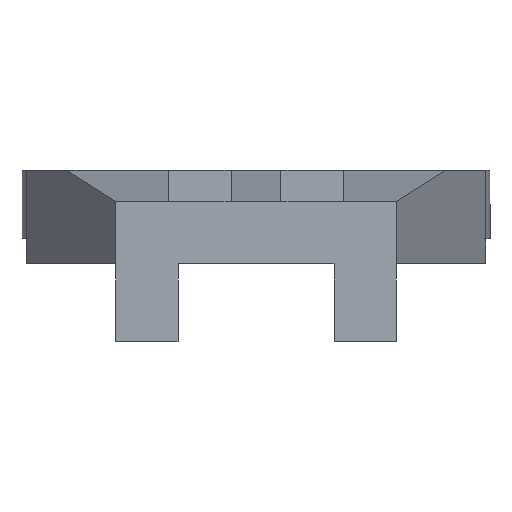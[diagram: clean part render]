
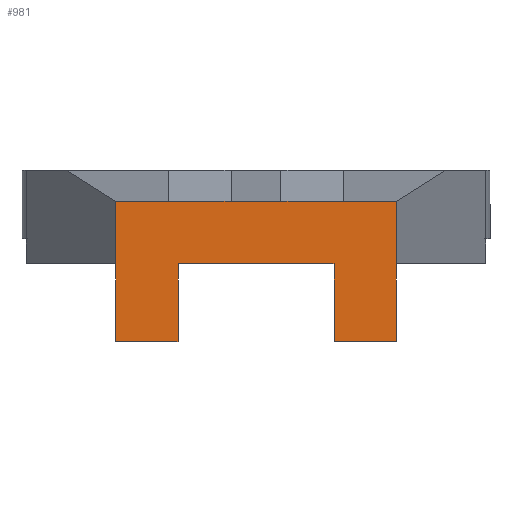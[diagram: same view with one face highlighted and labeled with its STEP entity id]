
A CAD part, front view. The second image highlights one B-rep face of the part: STEP entity #981.
In plain terms, the highlighted planar face has unit normal (0, -1, 0).
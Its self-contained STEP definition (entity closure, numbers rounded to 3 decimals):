
#22 = CARTESIAN_POINT ( 'NONE',  ( 35., -80., 10. ) ) ;
#44 = LINE ( 'NONE', #116, #1467 ) ;
#51 = CARTESIAN_POINT ( 'NONE',  ( -12.5, -80., 0. ) ) ;
#77 = ORIENTED_EDGE ( 'NONE', *, *, #1463, .F. ) ;
#94 = VECTOR ( 'NONE', #1630, 1000. ) ;
#116 = CARTESIAN_POINT ( 'NONE',  ( -14., -80., 10. ) ) ;
#121 = LINE ( 'NONE', #1505, #687 ) ;
#124 = EDGE_CURVE ( 'NONE', #785, #1923, #1472, .T. ) ;
#155 = CARTESIAN_POINT ( 'NONE',  ( 14., -80., 10. ) ) ;
#157 = CARTESIAN_POINT ( 'NONE',  ( -22.5, -80., 10. ) ) ;
#173 = VERTEX_POINT ( 'NONE', #1926 ) ;
#189 = DIRECTION ( 'NONE',  ( 1., 0., 0. ) ) ;
#191 = CARTESIAN_POINT ( 'NONE',  ( 12.5, -80., -12.5 ) ) ;
#204 = VERTEX_POINT ( 'NONE', #1091 ) ;
#205 = DIRECTION ( 'NONE',  ( -1., 0., 0. ) ) ;
#220 = EDGE_CURVE ( 'NONE', #204, #1327, #121, .T. ) ;
#227 = DIRECTION ( 'NONE',  ( 0., 0., 1. ) ) ;
#258 = EDGE_LOOP ( 'NONE', ( #1667, #1598, #1585, #77, #1377, #934, #1829, #435, #812, #405, #633, #373, #1868, #1580 ) ) ;
#261 = DIRECTION ( 'NONE',  ( 1., 0., 0. ) ) ;
#306 = LINE ( 'NONE', #747, #1039 ) ;
#358 = LINE ( 'NONE', #1298, #94 ) ;
#372 = VERTEX_POINT ( 'NONE', #1409 ) ;
#373 = ORIENTED_EDGE ( 'NONE', *, *, #637, .F. ) ;
#383 = LINE ( 'NONE', #978, #1227 ) ;
#405 = ORIENTED_EDGE ( 'NONE', *, *, #624, .T. ) ;
#435 = ORIENTED_EDGE ( 'NONE', *, *, #220, .F. ) ;
#439 = CARTESIAN_POINT ( 'NONE',  ( 22.5, -80., 0. ) ) ;
#450 = VECTOR ( 'NONE', #571, 1000. ) ;
#460 = VERTEX_POINT ( 'NONE', #1288 ) ;
#545 = EDGE_CURVE ( 'NONE', #204, #1927, #383, .T. ) ;
#553 = CARTESIAN_POINT ( 'NONE',  ( 12.5, -80., 0. ) ) ;
#571 = DIRECTION ( 'NONE',  ( 0., 0., -1. ) ) ;
#580 = CARTESIAN_POINT ( 'NONE',  ( -22.5, -80., -12.5 ) ) ;
#593 = EDGE_CURVE ( 'NONE', #1327, #1923, #1812, .T. ) ;
#599 = CARTESIAN_POINT ( 'NONE',  ( -14., -80., 10. ) ) ;
#624 = EDGE_CURVE ( 'NONE', #1927, #1183, #1273, .T. ) ;
#633 = ORIENTED_EDGE ( 'NONE', *, *, #1559, .F. ) ;
#637 = EDGE_CURVE ( 'NONE', #1770, #987, #1157, .T. ) ;
#687 = VECTOR ( 'NONE', #1490, 1000. ) ;
#747 = CARTESIAN_POINT ( 'NONE',  ( 22.5, -80., -12.5 ) ) ;
#750 = VECTOR ( 'NONE', #1476, 1000. ) ;
#775 = LINE ( 'NONE', #1455, #750 ) ;
#785 = VERTEX_POINT ( 'NONE', #157 ) ;
#802 = CARTESIAN_POINT ( 'NONE',  ( 35., -80., 10. ) ) ;
#803 = CARTESIAN_POINT ( 'NONE',  ( -22.5, -80., 0. ) ) ;
#804 = VECTOR ( 'NONE', #205, 1000. ) ;
#812 = ORIENTED_EDGE ( 'NONE', *, *, #545, .T. ) ;
#861 = EDGE_CURVE ( 'NONE', #460, #173, #1786, .T. ) ;
#883 = DIRECTION ( 'NONE',  ( 0., 0., 1. ) ) ;
#895 = EDGE_CURVE ( 'NONE', #372, #1767, #1631, .T. ) ;
#934 = ORIENTED_EDGE ( 'NONE', *, *, #124, .T. ) ;
#938 = DIRECTION ( 'NONE',  ( -1., 0., 0. ) ) ;
#949 = PLANE ( 'NONE',  #1925 ) ;
#978 = CARTESIAN_POINT ( 'NONE',  ( -12.5, -80., -12.5 ) ) ;
#981 = ADVANCED_FACE ( 'NONE', ( #1116 ), #949, .F. ) ;
#987 = VERTEX_POINT ( 'NONE', #191 ) ;
#990 = DIRECTION ( 'NONE',  ( -1., 0., 0. ) ) ;
#997 = VECTOR ( 'NONE', #189, 1000. ) ;
#1037 = EDGE_CURVE ( 'NONE', #460, #1767, #1674, .T. ) ;
#1039 = VECTOR ( 'NONE', #1883, 1000. ) ;
#1053 = EDGE_CURVE ( 'NONE', #1802, #785, #1090, .T. ) ;
#1062 = VECTOR ( 'NONE', #990, 1000. ) ;
#1082 = CARTESIAN_POINT ( 'NONE',  ( -22.5, -80., -12.5 ) ) ;
#1090 = LINE ( 'NONE', #802, #1062 ) ;
#1091 = CARTESIAN_POINT ( 'NONE',  ( -12.5, -80., -12.5 ) ) ;
#1097 = DIRECTION ( 'NONE',  ( 0., 1., 0. ) ) ;
#1116 = FACE_OUTER_BOUND ( 'NONE', #258, .T. ) ;
#1119 = EDGE_CURVE ( 'NONE', #372, #1595, #358, .T. ) ;
#1157 = LINE ( 'NONE', #1247, #804 ) ;
#1172 = EDGE_CURVE ( 'NONE', #1770, #1595, #306, .T. ) ;
#1183 = VERTEX_POINT ( 'NONE', #553 ) ;
#1200 = VECTOR ( 'NONE', #1545, 1000. ) ;
#1202 = CARTESIAN_POINT ( 'NONE',  ( -22.5, -80., 15. ) ) ;
#1209 = CARTESIAN_POINT ( 'NONE',  ( 22.5, -80., -12.5 ) ) ;
#1227 = VECTOR ( 'NONE', #227, 1000. ) ;
#1247 = CARTESIAN_POINT ( 'NONE',  ( 12.5, -80., -12.5 ) ) ;
#1252 = VECTOR ( 'NONE', #938, 1000. ) ;
#1273 = LINE ( 'NONE', #1666, #997 ) ;
#1288 = CARTESIAN_POINT ( 'NONE',  ( 4., -80., 10. ) ) ;
#1298 = CARTESIAN_POINT ( 'NONE',  ( 22.5, -80., 15. ) ) ;
#1327 = VERTEX_POINT ( 'NONE', #1082 ) ;
#1360 = VECTOR ( 'NONE', #1421, 1000. ) ;
#1377 = ORIENTED_EDGE ( 'NONE', *, *, #1053, .T. ) ;
#1387 = CARTESIAN_POINT ( 'NONE',  ( 35., -80., 10. ) ) ;
#1407 = CARTESIAN_POINT ( 'NONE',  ( 0., -80., 15. ) ) ;
#1409 = CARTESIAN_POINT ( 'NONE',  ( 22.5, -80., 10. ) ) ;
#1421 = DIRECTION ( 'NONE',  ( 1., 0., 0. ) ) ;
#1455 = CARTESIAN_POINT ( 'NONE',  ( 12.5, -80., -12.5 ) ) ;
#1463 = EDGE_CURVE ( 'NONE', #1802, #173, #44, .T. ) ;
#1467 = VECTOR ( 'NONE', #261, 1000. ) ;
#1472 = LINE ( 'NONE', #1202, #450 ) ;
#1476 = DIRECTION ( 'NONE',  ( 0., 0., 1. ) ) ;
#1490 = DIRECTION ( 'NONE',  ( -1., 0., 0. ) ) ;
#1505 = CARTESIAN_POINT ( 'NONE',  ( -22.5, -80., -12.5 ) ) ;
#1545 = DIRECTION ( 'NONE',  ( -1., 0., 0. ) ) ;
#1559 = EDGE_CURVE ( 'NONE', #987, #1183, #775, .T. ) ;
#1580 = ORIENTED_EDGE ( 'NONE', *, *, #1119, .F. ) ;
#1585 = ORIENTED_EDGE ( 'NONE', *, *, #861, .T. ) ;
#1595 = VERTEX_POINT ( 'NONE', #439 ) ;
#1598 = ORIENTED_EDGE ( 'NONE', *, *, #1037, .F. ) ;
#1630 = DIRECTION ( 'NONE',  ( 0., 0., -1. ) ) ;
#1631 = LINE ( 'NONE', #22, #1252 ) ;
#1661 = DIRECTION ( 'NONE',  ( 0., 0., 1. ) ) ;
#1666 = CARTESIAN_POINT ( 'NONE',  ( 0., -80., 0. ) ) ;
#1667 = ORIENTED_EDGE ( 'NONE', *, *, #895, .T. ) ;
#1674 = LINE ( 'NONE', #1813, #1360 ) ;
#1767 = VERTEX_POINT ( 'NONE', #155 ) ;
#1770 = VERTEX_POINT ( 'NONE', #1209 ) ;
#1786 = LINE ( 'NONE', #1387, #1200 ) ;
#1802 = VERTEX_POINT ( 'NONE', #599 ) ;
#1812 = LINE ( 'NONE', #580, #1891 ) ;
#1813 = CARTESIAN_POINT ( 'NONE',  ( 4., -80., 10. ) ) ;
#1829 = ORIENTED_EDGE ( 'NONE', *, *, #593, .F. ) ;
#1868 = ORIENTED_EDGE ( 'NONE', *, *, #1172, .T. ) ;
#1883 = DIRECTION ( 'NONE',  ( 0., 0., 1. ) ) ;
#1891 = VECTOR ( 'NONE', #883, 1000. ) ;
#1923 = VERTEX_POINT ( 'NONE', #803 ) ;
#1925 = AXIS2_PLACEMENT_3D ( 'NONE', #1407, #1097, #1661 ) ;
#1926 = CARTESIAN_POINT ( 'NONE',  ( -4., -80., 10. ) ) ;
#1927 = VERTEX_POINT ( 'NONE', #51 ) ;
